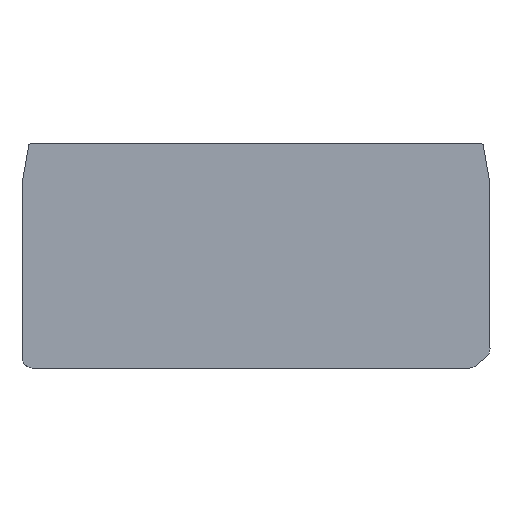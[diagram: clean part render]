
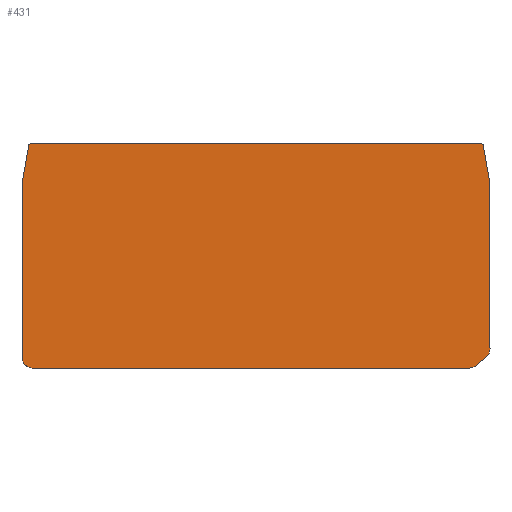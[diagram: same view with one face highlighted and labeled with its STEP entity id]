
A CAD part, front view. The second image highlights one B-rep face of the part: STEP entity #431.
In plain terms, the highlighted free-form (B-spline) face has degree [1, 1] with [2, 2] control points.
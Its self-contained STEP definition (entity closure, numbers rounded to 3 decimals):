
#33=CARTESIAN_POINT('',(-31.95,-2.2,0.1));
#34=VERTEX_POINT('',#33);
#40=CARTESIAN_POINT('',(-33.95,-2.2,2.1));
#41=VERTEX_POINT('',#40);
#42=CARTESIAN_POINT('',(-31.95,-2.2,0.1));
#43=CARTESIAN_POINT('',(-33.95,-2.2,0.1));
#44=CARTESIAN_POINT('',(-33.95,-2.2,2.1));
#45=(BOUNDED_CURVE()B_SPLINE_CURVE(2,(#42,#43,#44),.CIRCULAR_ARC.,.F.,.U.)B_SPLINE_CURVE_WITH_KNOTS((3,3),(0.,1.),.UNSPECIFIED.)CURVE()GEOMETRIC_REPRESENTATION_ITEM()RATIONAL_B_SPLINE_CURVE((1.,0.707,1.))REPRESENTATION_ITEM(''));
#46=EDGE_CURVE('',#34,#41,#45,.T.);
#76=CARTESIAN_POINT('',(51.412,-2.2,0.1));
#77=VERTEX_POINT('',#76);
#83=CARTESIAN_POINT('',(51.412,-2.2,0.1));
#84=CARTESIAN_POINT('',(-31.95,-2.2,0.1));
#85=B_SPLINE_CURVE_WITH_KNOTS('',1,(#83,#84),.POLYLINE_FORM.,.F.,.U.,(2,2),(0.,1.),.UNSPECIFIED.);
#86=EDGE_CURVE('',#77,#34,#85,.T.);
#97=CARTESIAN_POINT('',(55.25,-2.2,35.3));
#98=VERTEX_POINT('',#97);
#99=CARTESIAN_POINT('',(55.25,-2.2,3.792));
#100=VERTEX_POINT('',#99);
#101=CARTESIAN_POINT('',(55.25,-2.2,35.3));
#102=CARTESIAN_POINT('',(55.25,-2.2,3.792));
#103=B_SPLINE_CURVE_WITH_KNOTS('',1,(#101,#102),.POLYLINE_FORM.,.F.,.U.,(2,2),(0.,1.),.UNSPECIFIED.);
#104=EDGE_CURVE('',#98,#100,#103,.T.);
#134=CARTESIAN_POINT('',(-33.95,-2.2,35.3));
#135=VERTEX_POINT('',#134);
#136=CARTESIAN_POINT('',(-33.95,-2.2,2.1));
#137=CARTESIAN_POINT('',(-33.95,-2.2,35.3));
#138=B_SPLINE_CURVE_WITH_KNOTS('',1,(#136,#137),.POLYLINE_FORM.,.F.,.U.,(2,2),(0.,1.),.UNSPECIFIED.);
#139=EDGE_CURVE('',#41,#135,#138,.T.);
#168=CARTESIAN_POINT('',(53.971,-2.2,42.552));
#169=VERTEX_POINT('',#168);
#175=CARTESIAN_POINT('',(53.971,-2.2,42.552));
#176=CARTESIAN_POINT('',(55.25,-2.2,35.3));
#177=B_SPLINE_CURVE_WITH_KNOTS('',1,(#175,#176),.POLYLINE_FORM.,.F.,.U.,(2,2),(0.,1.),.UNSPECIFIED.);
#178=EDGE_CURVE('',#169,#98,#177,.T.);
#189=CARTESIAN_POINT('',(-32.671,-2.2,42.552));
#190=VERTEX_POINT('',#189);
#191=CARTESIAN_POINT('',(-33.95,-2.2,35.3));
#192=CARTESIAN_POINT('',(-32.671,-2.2,42.552));
#193=B_SPLINE_CURVE_WITH_KNOTS('',1,(#191,#192),.POLYLINE_FORM.,.F.,.U.,(2,2),(0.,1.),.UNSPECIFIED.);
#194=EDGE_CURVE('',#135,#190,#193,.T.);
#217=CARTESIAN_POINT('',(54.547,-2.2,2.269));
#218=VERTEX_POINT('',#217);
#219=CARTESIAN_POINT('',(52.45,-2.2,0.482));
#220=VERTEX_POINT('',#219);
#221=CARTESIAN_POINT('',(54.547,-2.2,2.269));
#222=CARTESIAN_POINT('',(52.45,-2.2,0.482));
#223=B_SPLINE_CURVE_WITH_KNOTS('',1,(#221,#222),.POLYLINE_FORM.,.F.,.U.,(2,2),(0.,1.),.UNSPECIFIED.);
#224=EDGE_CURVE('',#218,#220,#223,.T.);
#267=CARTESIAN_POINT('',(52.45,-2.2,0.482));
#268=CARTESIAN_POINT('',(52.001,-2.2,0.1));
#269=CARTESIAN_POINT('',(51.412,-2.2,0.1));
#270=(BOUNDED_CURVE()B_SPLINE_CURVE(2,(#267,#268,#269),.CIRCULAR_ARC.,.F.,.U.)B_SPLINE_CURVE_WITH_KNOTS((3,3),(0.,1.),.UNSPECIFIED.)CURVE()GEOMETRIC_REPRESENTATION_ITEM()RATIONAL_B_SPLINE_CURVE((1.,0.938,1.))REPRESENTATION_ITEM(''));
#271=EDGE_CURVE('',#220,#77,#270,.T.);
#303=CARTESIAN_POINT('',(53.676,-2.2,42.8));
#304=VERTEX_POINT('',#303);
#305=CARTESIAN_POINT('',(53.676,-2.2,42.8));
#306=CARTESIAN_POINT('',(53.928,-2.2,42.8));
#307=CARTESIAN_POINT('',(53.971,-2.2,42.552));
#308=(BOUNDED_CURVE()B_SPLINE_CURVE(2,(#305,#306,#307),.CIRCULAR_ARC.,.F.,.U.)B_SPLINE_CURVE_WITH_KNOTS((3,3),(0.,1.),.UNSPECIFIED.)CURVE()GEOMETRIC_REPRESENTATION_ITEM()RATIONAL_B_SPLINE_CURVE((1.,0.766,1.))REPRESENTATION_ITEM(''));
#309=EDGE_CURVE('',#304,#169,#308,.T.);
#347=CARTESIAN_POINT('',(-32.376,-2.2,42.8));
#348=VERTEX_POINT('',#347);
#349=CARTESIAN_POINT('',(-32.671,-2.2,42.552));
#350=CARTESIAN_POINT('',(-32.628,-2.2,42.8));
#351=CARTESIAN_POINT('',(-32.376,-2.2,42.8));
#352=(BOUNDED_CURVE()B_SPLINE_CURVE(2,(#349,#350,#351),.CIRCULAR_ARC.,.F.,.U.)B_SPLINE_CURVE_WITH_KNOTS((3,3),(0.,1.),.UNSPECIFIED.)CURVE()GEOMETRIC_REPRESENTATION_ITEM()RATIONAL_B_SPLINE_CURVE((1.,0.766,1.))REPRESENTATION_ITEM(''));
#353=EDGE_CURVE('',#190,#348,#352,.T.);
#398=CARTESIAN_POINT('',(55.25,-2.2,3.792));
#399=CARTESIAN_POINT('',(55.25,-2.2,2.868));
#400=CARTESIAN_POINT('',(54.547,-2.2,2.269));
#401=(BOUNDED_CURVE()B_SPLINE_CURVE(2,(#398,#399,#400),.CIRCULAR_ARC.,.F.,.U.)B_SPLINE_CURVE_WITH_KNOTS((3,3),(0.,1.),.UNSPECIFIED.)CURVE()GEOMETRIC_REPRESENTATION_ITEM()RATIONAL_B_SPLINE_CURVE((1.,0.908,1.))REPRESENTATION_ITEM(''));
#402=EDGE_CURVE('',#100,#218,#401,.T.);
#408=CARTESIAN_POINT('',(-38.797,-2.2,70.897));
#409=CARTESIAN_POINT('',(60.097,-2.2,70.897));
#410=CARTESIAN_POINT('',(-38.797,-2.2,-27.997));
#411=CARTESIAN_POINT('',(60.097,-2.2,-27.997));
#412=B_SPLINE_SURFACE_WITH_KNOTS('',1,1,((#408,#409),(#410,#411)),.PLANE_SURF.,.F.,.F.,.U.,(2,2),(2,2),(0.,1.),(0.,1.),.UNSPECIFIED.);
#413=ORIENTED_EDGE('',*,*,#353,.F.);
#414=ORIENTED_EDGE('',*,*,#194,.F.);
#415=ORIENTED_EDGE('',*,*,#139,.F.);
#416=ORIENTED_EDGE('',*,*,#46,.F.);
#417=ORIENTED_EDGE('',*,*,#86,.F.);
#418=ORIENTED_EDGE('',*,*,#271,.F.);
#419=ORIENTED_EDGE('',*,*,#224,.F.);
#420=ORIENTED_EDGE('',*,*,#402,.F.);
#421=ORIENTED_EDGE('',*,*,#104,.F.);
#422=ORIENTED_EDGE('',*,*,#178,.F.);
#423=ORIENTED_EDGE('',*,*,#309,.F.);
#424=CARTESIAN_POINT('',(53.676,-2.2,42.8));
#425=CARTESIAN_POINT('',(-32.376,-2.2,42.8));
#426=B_SPLINE_CURVE_WITH_KNOTS('',1,(#424,#425),.POLYLINE_FORM.,.F.,.U.,(2,2),(0.,1.),.UNSPECIFIED.);
#427=EDGE_CURVE('',#304,#348,#426,.T.);
#428=ORIENTED_EDGE('',*,*,#427,.T.);
#429=EDGE_LOOP('',(#413,#414,#415,#416,#417,#418,#419,#420,#421,#422,#423,#428));
#430=FACE_OUTER_BOUND('',#429,.T.);
#431=ADVANCED_FACE('',(#430),#412,.T.);
